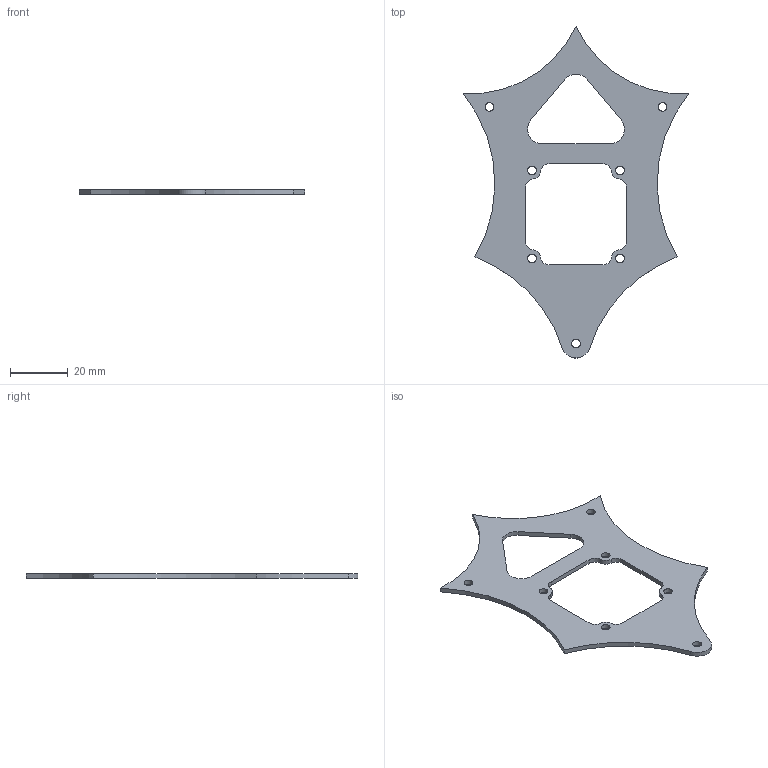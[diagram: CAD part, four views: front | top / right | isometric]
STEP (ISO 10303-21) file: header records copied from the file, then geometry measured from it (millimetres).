
FILE_DESCRIPTION(/* description */ (''),/* implementation_level */ '2;1');
FILE_NAME(/* name */ 'Gps Plate.stp',/* time_stamp */ '2014-06-10T21:08:22-04:00',/* author */ (''),/* organization */ (''),/* preprocessor_version */ 'ST-DEVELOPER v11',/* originating_system */ 'SIEMENS PLM Software NX 7.5',/* authorisation */ '');
FILE_SCHEMA (('CONFIG_CONTROL_DESIGN'));
Length unit declared in the file: millimetre
Products named in the file (1): Gear4396z9we
Bounding box: 78.22 x 114.98 x 1.6 mm (x, y, z)
Volume: 5228.9 mm3; surface area: 7500.6 mm2
Topology: 1 solids, 1 shells, 38 faces, 111 edges, 75 vertices
Faces by surface type: cylinder 29, plane 9
Full cylindrical faces by diameter (mm): 3 x7
Entity records: 1357 total; most frequent: DIRECTION 237, CARTESIAN_POINT 212, ORIENTED_EDGE 202, EDGE_CURVE 101, AXIS2_PLACEMENT_3D 97, VERTEX_POINT 72, EDGE_LOOP 63, CIRCLE 58
